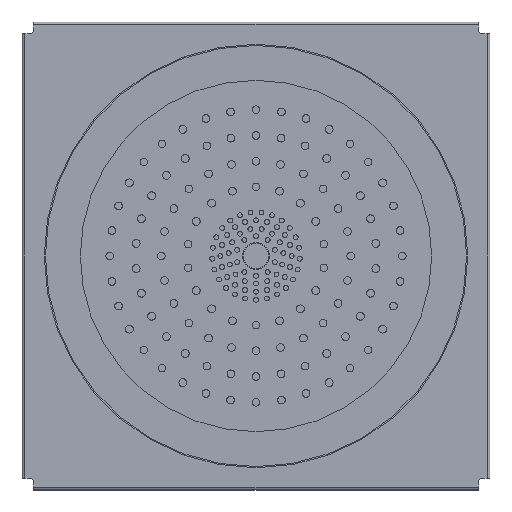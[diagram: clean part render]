
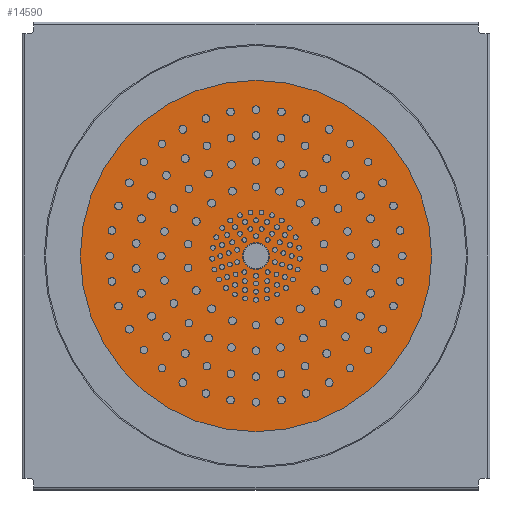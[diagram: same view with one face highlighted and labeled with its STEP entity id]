
A CAD part, front view. The second image highlights one B-rep face of the part: STEP entity #14590.
In plain terms, the highlighted planar face has unit normal (0, -1, 0).
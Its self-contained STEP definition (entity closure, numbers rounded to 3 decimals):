
#107 = EDGE_CURVE ( 'NONE', #11105, #6682, #11813, .T. ) ;
#724 = DIRECTION ( 'NONE',  ( 0., -1., 0. ) ) ;
#1425 = CARTESIAN_POINT ( 'NONE',  ( 0., 0., -11.4 ) ) ;
#2020 = EDGE_CURVE ( 'NONE', #6682, #11105, #6077, .T. ) ;
#2208 = DIRECTION ( 'NONE',  ( 0., 0., -1. ) ) ;
#2261 = FACE_BOUND ( 'NONE', #10770, .T. ) ;
#2319 = CARTESIAN_POINT ( 'NONE',  ( 0., 0., 150.121 ) ) ;
#3330 = DIRECTION ( 'NONE',  ( 0., 1., 0. ) ) ;
#4494 = EDGE_CURVE ( 'NONE', #5135, #14305, #7153, .T. ) ;
#4582 = FACE_OUTER_BOUND ( 'NONE', #5759, .T. ) ;
#4897 = AXIS2_PLACEMENT_3D ( 'NONE', #15303, #7564, #12645 ) ;
#5135 = VERTEX_POINT ( 'NONE', #1425 ) ;
#5366 = ORIENTED_EDGE ( 'NONE', *, *, #107, .T. ) ;
#5549 = AXIS2_PLACEMENT_3D ( 'NONE', #14598, #724, #2208 ) ;
#5759 = EDGE_LOOP ( 'NONE', ( #5366, #10457 ) ) ;
#5948 = CARTESIAN_POINT ( 'NONE',  ( 0., 0., 11.4 ) ) ;
#6077 = CIRCLE ( 'NONE', #8749, 150.121 ) ;
#6151 = CARTESIAN_POINT ( 'NONE',  ( 0., 0., -150.121 ) ) ;
#6682 = VERTEX_POINT ( 'NONE', #2319 ) ;
#7042 = CARTESIAN_POINT ( 'NONE',  ( 0., 0., 0. ) ) ;
#7153 = CIRCLE ( 'NONE', #5549, 11.4 ) ;
#7172 = DIRECTION ( 'NONE',  ( 0., 0., 1. ) ) ;
#7564 = DIRECTION ( 'NONE',  ( 0., -1., 0. ) ) ;
#7600 = CIRCLE ( 'NONE', #15865, 11.4 ) ;
#8367 = AXIS2_PLACEMENT_3D ( 'NONE', #10922, #3330, #7172 ) ;
#8749 = AXIS2_PLACEMENT_3D ( 'NONE', #7042, #14537, #15972 ) ;
#9381 = ORIENTED_EDGE ( 'NONE', *, *, #16064, .F. ) ;
#10175 = DIRECTION ( 'NONE',  ( 0., -1., 0. ) ) ;
#10439 = ORIENTED_EDGE ( 'NONE', *, *, #4494, .F. ) ;
#10457 = ORIENTED_EDGE ( 'NONE', *, *, #2020, .T. ) ;
#10770 = EDGE_LOOP ( 'NONE', ( #9381, #10439 ) ) ;
#10922 = CARTESIAN_POINT ( 'NONE',  ( -11.4, 0., 0. ) ) ;
#11105 = VERTEX_POINT ( 'NONE', #6151 ) ;
#11437 = CARTESIAN_POINT ( 'NONE',  ( 0., 0., 0. ) ) ;
#11813 = CIRCLE ( 'NONE', #4897, 150.121 ) ;
#12645 = DIRECTION ( 'NONE',  ( 0., 0., -1. ) ) ;
#14305 = VERTEX_POINT ( 'NONE', #5948 ) ;
#14537 = DIRECTION ( 'NONE',  ( 0., -1., 0. ) ) ;
#14590 = ADVANCED_FACE ( 'NONE', ( #2261, #4582 ), #16145, .F. ) ;
#14598 = CARTESIAN_POINT ( 'NONE',  ( 0., 0., 0. ) ) ;
#15243 = DIRECTION ( 'NONE',  ( 0., 0., -1. ) ) ;
#15303 = CARTESIAN_POINT ( 'NONE',  ( 0., 0., 0. ) ) ;
#15865 = AXIS2_PLACEMENT_3D ( 'NONE', #11437, #10175, #15243 ) ;
#15972 = DIRECTION ( 'NONE',  ( 0., 0., -1. ) ) ;
#16064 = EDGE_CURVE ( 'NONE', #14305, #5135, #7600, .T. ) ;
#16145 = PLANE ( 'NONE',  #8367 ) ;
